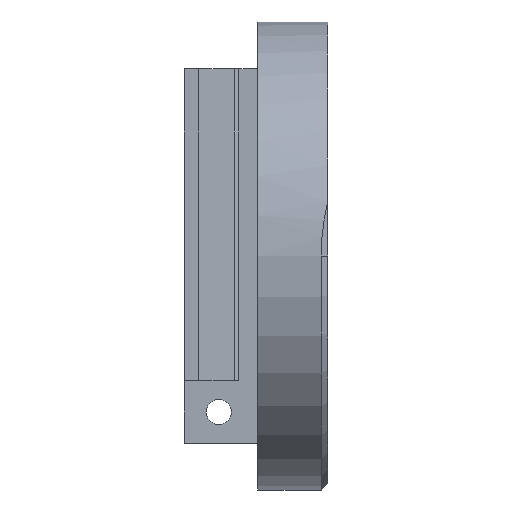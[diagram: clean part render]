
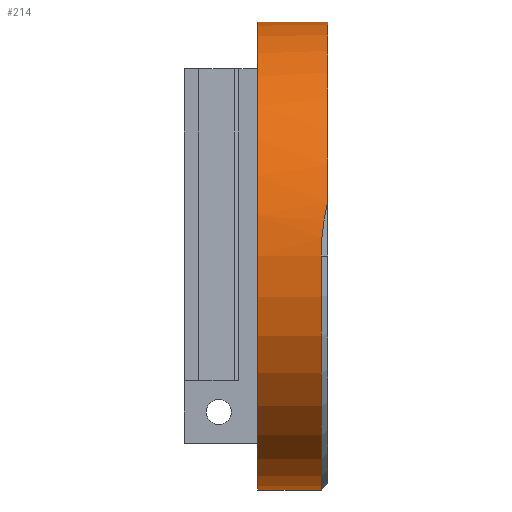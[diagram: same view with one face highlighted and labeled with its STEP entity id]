
A CAD part, left-side view. The second image highlights one B-rep face of the part: STEP entity #214.
In plain terms, the highlighted cylindrical face has radius 37.5 mm (diameter 75 mm), a partial arc.
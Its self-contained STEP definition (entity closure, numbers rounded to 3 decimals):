
#58 = DIRECTION ( 'NONE',  ( 0., 1., 0. ) ) ;
#62 = VERTEX_POINT ( 'NONE', #357 ) ;
#98 = CIRCLE ( 'NONE', #1331, 37.5 ) ;
#102 = EDGE_LOOP ( 'NONE', ( #593, #1295, #345, #1464, #1284, #1063 ) ) ;
#113 = EDGE_CURVE ( 'NONE', #132, #695, #277, .T. ) ;
#129 = VECTOR ( 'NONE', #1859, 1000. ) ;
#132 = VERTEX_POINT ( 'NONE', #1035 ) ;
#156 = VERTEX_POINT ( 'NONE', #873 ) ;
#159 = DIRECTION ( 'NONE',  ( 0., 0., -1. ) ) ;
#179 = DIRECTION ( 'NONE',  ( 0., 1., 0. ) ) ;
#200 = CYLINDRICAL_SURFACE ( 'NONE', #1566, 37.5 ) ;
#214 = ADVANCED_FACE ( 'NONE', ( #1517 ), #200, .T. ) ;
#253 = DIRECTION ( 'NONE',  ( 0., -1., 0. ) ) ;
#258 =( BOUNDED_CURVE ( )  B_SPLINE_CURVE ( 3, ( #1138, #1305, #1160, #1731 ),
 .UNSPECIFIED., .F., .T. ) 
 B_SPLINE_CURVE_WITH_KNOTS ( ( 4, 4 ),
 ( 3.142, 3.373 ),
 .UNSPECIFIED. ) 
 CURVE ( )  GEOMETRIC_REPRESENTATION_ITEM ( )  RATIONAL_B_SPLINE_CURVE ( ( 1., 0.996, 0.996, 1. ) ) 
 REPRESENTATION_ITEM ( '' )  );
#277 = CIRCLE ( 'NONE', #1473, 37.5 ) ;
#328 = VERTEX_POINT ( 'NONE', #1842 ) ;
#334 = LINE ( 'NONE', #1752, #446 ) ;
#345 = ORIENTED_EDGE ( 'NONE', *, *, #480, .T. ) ;
#357 = CARTESIAN_POINT ( 'NONE',  ( 0., -0.25, 37.5 ) ) ;
#407 = CARTESIAN_POINT ( 'NONE',  ( 0., -0.25, 0. ) ) ;
#446 = VECTOR ( 'NONE', #916, 1000. ) ;
#480 = EDGE_CURVE ( 'NONE', #695, #156, #258, .T. ) ;
#501 = DIRECTION ( 'NONE',  ( 0., 0., 1. ) ) ;
#593 = ORIENTED_EDGE ( 'NONE', *, *, #1136, .F. ) ;
#605 = CARTESIAN_POINT ( 'NONE',  ( 0., -0.25, -37.5 ) ) ;
#695 = VERTEX_POINT ( 'NONE', #1126 ) ;
#701 = LINE ( 'NONE', #1287, #129 ) ;
#816 = AXIS2_PLACEMENT_3D ( 'NONE', #865, #1019, #1137 ) ;
#842 = DIRECTION ( 'NONE',  ( 1., 0., 0. ) ) ;
#865 = CARTESIAN_POINT ( 'NONE',  ( 0., -11.43, 0. ) ) ;
#873 = CARTESIAN_POINT ( 'NONE',  ( -36.5, -11.43, 8.602 ) ) ;
#916 = DIRECTION ( 'NONE',  ( 0., 1., 0. ) ) ;
#1019 = DIRECTION ( 'NONE',  ( 0., 1., 0. ) ) ;
#1035 = CARTESIAN_POINT ( 'NONE',  ( 0., -10.43, -37.5 ) ) ;
#1063 = ORIENTED_EDGE ( 'NONE', *, *, #1121, .T. ) ;
#1121 = EDGE_CURVE ( 'NONE', #62, #1867, #98, .T. ) ;
#1126 = CARTESIAN_POINT ( 'NONE',  ( -37.5, -10.43, 0. ) ) ;
#1136 = EDGE_CURVE ( 'NONE', #132, #1867, #701, .T. ) ;
#1137 = DIRECTION ( 'NONE',  ( 0., 0., -1. ) ) ;
#1138 = CARTESIAN_POINT ( 'NONE',  ( -37.5, -10.43, 0. ) ) ;
#1160 = CARTESIAN_POINT ( 'NONE',  ( -37.165, -10.765, 5.78 ) ) ;
#1284 = ORIENTED_EDGE ( 'NONE', *, *, #1487, .T. ) ;
#1287 = CARTESIAN_POINT ( 'NONE',  ( 0., -1.5, -37.5 ) ) ;
#1295 = ORIENTED_EDGE ( 'NONE', *, *, #113, .T. ) ;
#1305 = CARTESIAN_POINT ( 'NONE',  ( -37.5, -10.43, 2.9 ) ) ;
#1331 = AXIS2_PLACEMENT_3D ( 'NONE', #407, #253, #842 ) ;
#1349 = EDGE_CURVE ( 'NONE', #156, #328, #1480, .T. ) ;
#1376 = CARTESIAN_POINT ( 'NONE',  ( 0., -1.5, 0. ) ) ;
#1464 = ORIENTED_EDGE ( 'NONE', *, *, #1349, .T. ) ;
#1473 = AXIS2_PLACEMENT_3D ( 'NONE', #1758, #179, #159 ) ;
#1480 = CIRCLE ( 'NONE', #816, 37.5 ) ;
#1487 = EDGE_CURVE ( 'NONE', #328, #62, #334, .T. ) ;
#1517 = FACE_OUTER_BOUND ( 'NONE', #102, .T. ) ;
#1566 = AXIS2_PLACEMENT_3D ( 'NONE', #1376, #58, #501 ) ;
#1731 = CARTESIAN_POINT ( 'NONE',  ( -36.5, -11.43, 8.602 ) ) ;
#1752 = CARTESIAN_POINT ( 'NONE',  ( 0., -1.5, 37.5 ) ) ;
#1758 = CARTESIAN_POINT ( 'NONE',  ( 0., -10.43, 0. ) ) ;
#1842 = CARTESIAN_POINT ( 'NONE',  ( 0., -11.43, 37.5 ) ) ;
#1859 = DIRECTION ( 'NONE',  ( 0., 1., 0. ) ) ;
#1867 = VERTEX_POINT ( 'NONE', #605 ) ;
